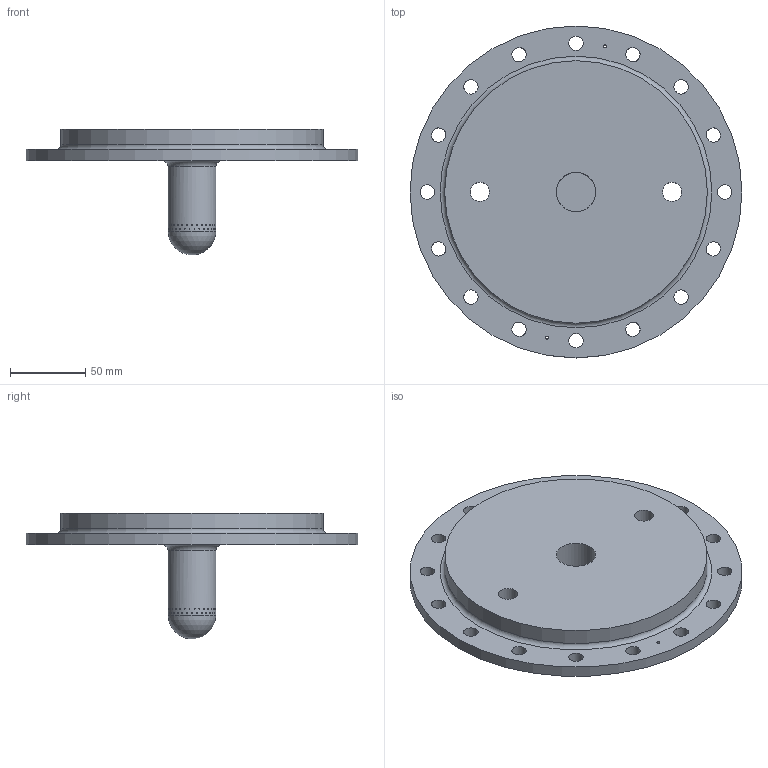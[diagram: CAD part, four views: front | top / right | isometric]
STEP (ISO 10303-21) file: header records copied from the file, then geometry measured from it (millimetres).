
FILE_DESCRIPTION(/* description */ (''),/* implementation_level */ '2;1');
FILE_NAME(/* name */ 'Manifold6.0.stp',/* time_stamp */ '2021-09-08T00:05:29-05:00',/* author */ (''),/* organization */ (''),/* preprocessor_version */ 'ST-DEVELOPER v16.7',/* originating_system */ 'SIEMENS PLM Software NX 1934',/* authorisation */ '');
FILE_SCHEMA (('AUTOMOTIVE_DESIGN { 1 0 10303 214 3 1 1 1 }'));
Length unit declared in the file: millimetre
Products named in the file (1): Manifold 3.0
Bounding box: 220 x 220 x 83.45 mm (x, y, z)
Volume: 602358.7 mm3; surface area: 101590.3 mm2
Topology: 1 solids, 1 shells, 91 faces, 280 edges, 191 vertices
Faces by surface type: cylinder 84, plane 4, torus 2, sphere 1
Full cylindrical faces by diameter (mm): 0.656 x60, 1.984 x2, 9.525 x16, 12.7 x2, 26.21 x1, 31.75 x1, 174 x1, 220 x1
Entity records: 9438 total; most frequent: CARTESIAN_POINT 7272, EDGE_LOOP 340, ORIENTED_EDGE 340, FACE_BOUND 338, DIRECTION 284, VERTEX_POINT 170, EDGE_CURVE 170, AXIS2_PLACEMENT_3D 142
